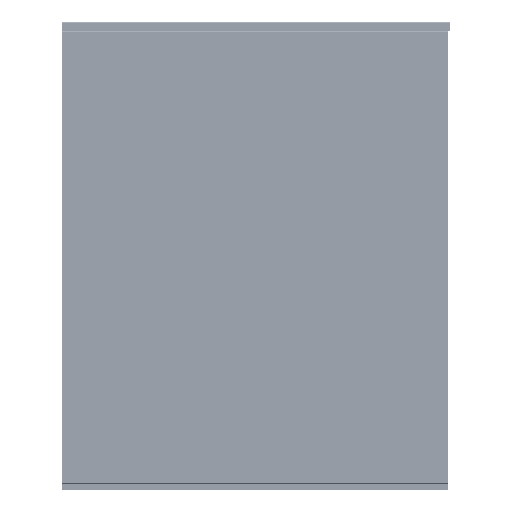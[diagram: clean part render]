
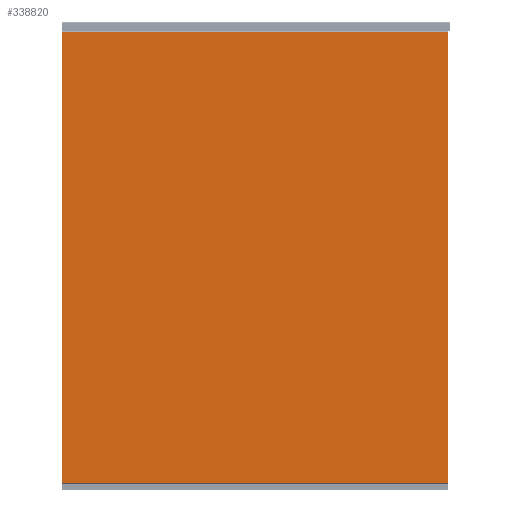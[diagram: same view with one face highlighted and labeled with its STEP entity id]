
A CAD part, left-side view. The second image highlights one B-rep face of the part: STEP entity #338820.
In plain terms, the highlighted planar face has unit normal (-1, 0, 0).
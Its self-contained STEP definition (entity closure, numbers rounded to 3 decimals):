
#338559=CARTESIAN_POINT('',(1534.659,1035.316,582.5));
#338560=VERTEX_POINT('',#338559);
#338567=CARTESIAN_POINT('',(1534.659,1035.109,582.293));
#338568=VERTEX_POINT('',#338567);
#338569=CARTESIAN_POINT('',(1534.659,1035.316,582.5));
#338570=DIRECTION('',(0.0,-0.707,-0.707));
#338571=VECTOR('',#338570,0.293);
#338572=LINE('',#338569,#338571);
#338573=EDGE_CURVE('',#338560,#338568,#338572,.T.);
#338590=CARTESIAN_POINT('',(1534.659,1531.902,582.5));
#338591=VERTEX_POINT('',#338590);
#338598=CARTESIAN_POINT('',(1534.659,1531.902,582.5));
#338599=DIRECTION('',(0.0,-1.0,0.0));
#338600=VECTOR('',#338599,496.586);
#338601=LINE('',#338598,#338600);
#338602=EDGE_CURVE('',#338591,#338560,#338601,.T.);
#338613=CARTESIAN_POINT('',(1534.659,1035.109,0.707));
#338614=VERTEX_POINT('',#338613);
#338615=CARTESIAN_POINT('',(1534.659,1035.109,582.293));
#338616=DIRECTION('',(0.0,0.0,-1.0));
#338617=VECTOR('',#338616,581.586);
#338618=LINE('',#338615,#338617);
#338619=EDGE_CURVE('',#338568,#338614,#338618,.T.);
#338645=CARTESIAN_POINT('',(1534.659,1532.109,582.293));
#338646=VERTEX_POINT('',#338645);
#338653=CARTESIAN_POINT('',(1534.659,1532.109,582.293));
#338654=DIRECTION('',(0.0,-0.707,0.707));
#338655=VECTOR('',#338654,0.293);
#338656=LINE('',#338653,#338655);
#338657=EDGE_CURVE('',#338646,#338591,#338656,.T.);
#338668=CARTESIAN_POINT('',(1534.659,1035.316,0.5));
#338669=VERTEX_POINT('',#338668);
#338670=CARTESIAN_POINT('',(1534.659,1035.109,0.707));
#338671=DIRECTION('',(0.0,0.707,-0.707));
#338672=VECTOR('',#338671,0.293);
#338673=LINE('',#338670,#338672);
#338674=EDGE_CURVE('',#338614,#338669,#338673,.T.);
#338700=CARTESIAN_POINT('',(1534.659,1532.109,0.707));
#338701=VERTEX_POINT('',#338700);
#338708=CARTESIAN_POINT('',(1534.659,1532.109,0.707));
#338709=DIRECTION('',(0.0,0.0,1.0));
#338710=VECTOR('',#338709,581.586);
#338711=LINE('',#338708,#338710);
#338712=EDGE_CURVE('',#338701,#338646,#338711,.T.);
#338723=CARTESIAN_POINT('',(1534.659,1531.902,0.5));
#338724=VERTEX_POINT('',#338723);
#338725=CARTESIAN_POINT('',(1534.659,1035.316,0.5));
#338726=DIRECTION('',(0.0,1.0,0.0));
#338727=VECTOR('',#338726,496.586);
#338728=LINE('',#338725,#338727);
#338729=EDGE_CURVE('',#338669,#338724,#338728,.T.);
#338761=CARTESIAN_POINT('',(1534.659,1531.902,0.5));
#338762=DIRECTION('',(0.0,0.707,0.707));
#338763=VECTOR('',#338762,0.293);
#338764=LINE('',#338761,#338763);
#338765=EDGE_CURVE('',#338724,#338701,#338764,.T.);
#338805=CARTESIAN_POINT('',(1534.659,1532.609,0.));
#338806=DIRECTION('',(-1.0,0.0,0.0));
#338807=DIRECTION('',(0.0,-1.0,0.0));
#338808=AXIS2_PLACEMENT_3D('',#338805,#338806,#338807);
#338809=PLANE('',#338808);
#338810=ORIENTED_EDGE('',*,*,#338573,.F.);
#338811=ORIENTED_EDGE('',*,*,#338602,.F.);
#338812=ORIENTED_EDGE('',*,*,#338657,.F.);
#338813=ORIENTED_EDGE('',*,*,#338712,.F.);
#338814=ORIENTED_EDGE('',*,*,#338765,.F.);
#338815=ORIENTED_EDGE('',*,*,#338729,.F.);
#338816=ORIENTED_EDGE('',*,*,#338674,.F.);
#338817=ORIENTED_EDGE('',*,*,#338619,.F.);
#338818=EDGE_LOOP('',(#338810,#338811,#338812,#338813,#338814,#338815,#338816,#338817));
#338819=FACE_OUTER_BOUND('',#338818,.T.);
#338820=ADVANCED_FACE('',(#338819),#338809,.T.);
